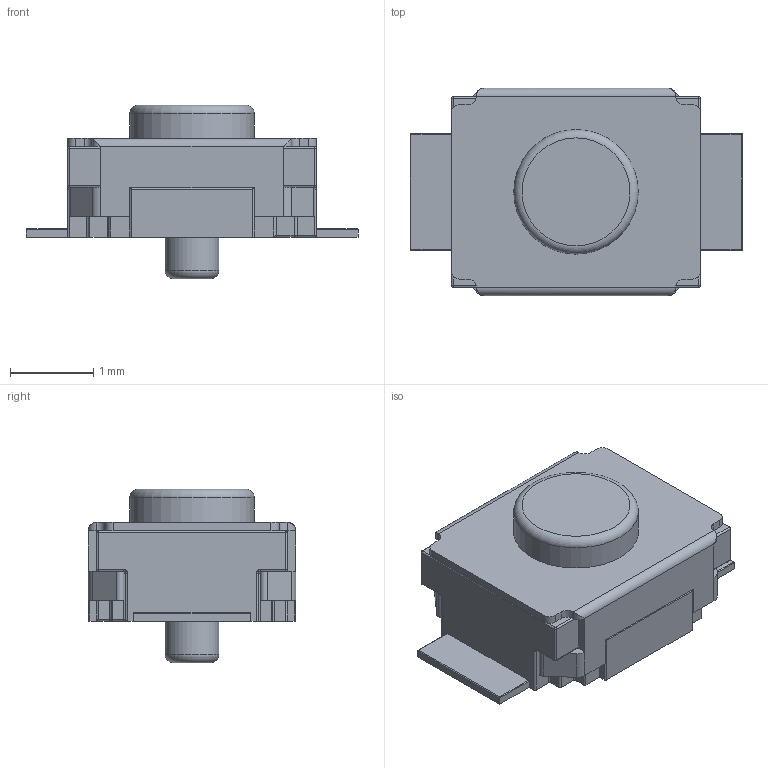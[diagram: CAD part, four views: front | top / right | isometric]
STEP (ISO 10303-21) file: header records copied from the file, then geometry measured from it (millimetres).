
FILE_DESCRIPTION(('FreeCAD Model'),'2;1');
FILE_NAME('SW_SPST_B3U-1000P-B.step','2018-07-04T02:45:44',('kicad StepUp'),('ksu MCAD'), 'Open CASCADE STEP processor 7.2','FreeCAD','Unknown');
FILE_SCHEMA(('AUTOMOTIVE_DESIGN { 1 0 10303 214 1 1 1 1 }'));
Length unit declared in the file: millimetre
Products named in the file (1): SW_SPST_B3U-1000P-B
Bounding box: 4 x 2.5 x 2.09 mm (x, y, z)
Volume: 9.4 mm3; surface area: 35.4 mm2
Topology: 1 solids, 1 shells, 259 faces, 656 edges, 372 vertices
Faces by surface type: plane 116, cylinder 108, torus 18, sphere 17
Full cylindrical faces by diameter (mm): 0.65 x1, 1.5 x1
Entity records: 5401 total; most frequent: ORIENTED_EDGE 969, CARTESIAN_POINT 968, EDGE_CURVE 639, AXIS2_PLACEMENT_3D 433, VERTEX_POINT 372, LINE 343, FACE_BOUND 261, EDGE_LOOP 261
